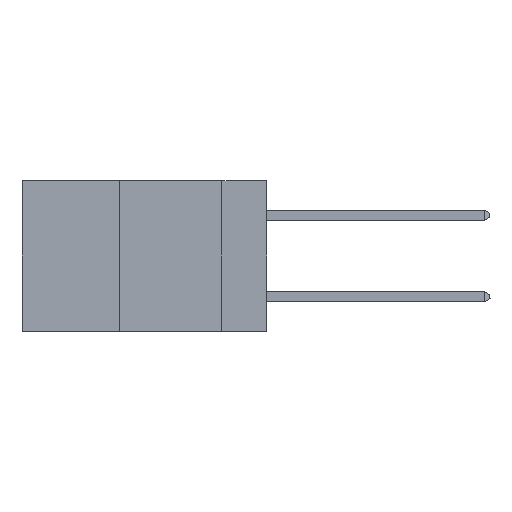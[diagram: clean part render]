
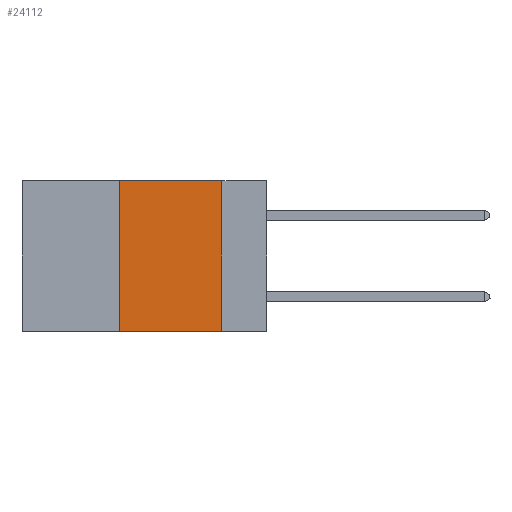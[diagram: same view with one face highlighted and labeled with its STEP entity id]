
A CAD part, left-side view. The second image highlights one B-rep face of the part: STEP entity #24112.
In plain terms, the highlighted planar face has unit normal (-1, 0, 0).
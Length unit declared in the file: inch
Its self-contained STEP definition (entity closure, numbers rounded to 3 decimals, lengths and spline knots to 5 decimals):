
#174 = LINE ( 'NONE', #25176, #7699 ) ;
#1206 = ORIENTED_EDGE ( 'NONE', *, *, #20300, .F. ) ;
#2154 = VECTOR ( 'NONE', #19602, 39.37008 ) ;
#2721 = VERTEX_POINT ( 'NONE', #11110 ) ;
#3362 = CARTESIAN_POINT ( 'NONE',  ( 0., 0.11, 0. ) ) ;
#3424 = CARTESIAN_POINT ( 'NONE',  ( 0., 0.6, 0. ) ) ;
#3583 = VECTOR ( 'NONE', #20347, 39.37008 ) ;
#5179 = DIRECTION ( 'NONE',  ( 0., -1., 0. ) ) ;
#5693 = ORIENTED_EDGE ( 'NONE', *, *, #11011, .T. ) ;
#5988 = VERTEX_POINT ( 'NONE', #9470 ) ;
#7524 = LINE ( 'NONE', #17472, #2154 ) ;
#7699 = VECTOR ( 'NONE', #10122, 39.37008 ) ;
#8449 = VECTOR ( 'NONE', #5179, 39.37008 ) ;
#9470 = CARTESIAN_POINT ( 'NONE',  ( 0., 0.11, -0.37 ) ) ;
#10122 = DIRECTION ( 'NONE',  ( 0., -1., 0. ) ) ;
#10663 = EDGE_CURVE ( 'NONE', #18522, #32144, #7524, .T. ) ;
#11011 = EDGE_CURVE ( 'NONE', #18522, #5988, #19889, .T. ) ;
#11104 = DIRECTION ( 'NONE',  ( 0., 0., -1. ) ) ;
#11110 = CARTESIAN_POINT ( 'NONE',  ( 0., 0.11, 0. ) ) ;
#13427 = AXIS2_PLACEMENT_3D ( 'NONE', #3424, #21209, #11104 ) ;
#15858 = FACE_OUTER_BOUND ( 'NONE', #26520, .T. ) ;
#17472 = CARTESIAN_POINT ( 'NONE',  ( 0., 0.36, 0. ) ) ;
#18522 = VERTEX_POINT ( 'NONE', #22857 ) ;
#19276 = EDGE_CURVE ( 'NONE', #32144, #2721, #174, .T. ) ;
#19602 = DIRECTION ( 'NONE',  ( 0., 0., 1. ) ) ;
#19889 = LINE ( 'NONE', #20047, #8449 ) ;
#20047 = CARTESIAN_POINT ( 'NONE',  ( 0., 0.6, -0.37 ) ) ;
#20300 = EDGE_CURVE ( 'NONE', #2721, #5988, #22636, .T. ) ;
#20347 = DIRECTION ( 'NONE',  ( 0., 0., -1. ) ) ;
#21209 = DIRECTION ( 'NONE',  ( 1., 0., 0. ) ) ;
#22166 = ORIENTED_EDGE ( 'NONE', *, *, #19276, .F. ) ;
#22636 = LINE ( 'NONE', #3362, #3583 ) ;
#22857 = CARTESIAN_POINT ( 'NONE',  ( 0., 0.36, -0.37 ) ) ;
#23326 = CARTESIAN_POINT ( 'NONE',  ( 0., 0.36, 0. ) ) ;
#24112 = ADVANCED_FACE ( 'NONE', ( #15858 ), #31313, .F. ) ;
#25176 = CARTESIAN_POINT ( 'NONE',  ( 0., 0.6, 0. ) ) ;
#26520 = EDGE_LOOP ( 'NONE', ( #1206, #22166, #31975, #5693 ) ) ;
#31313 = PLANE ( 'NONE',  #13427 ) ;
#31975 = ORIENTED_EDGE ( 'NONE', *, *, #10663, .F. ) ;
#32144 = VERTEX_POINT ( 'NONE', #23326 ) ;
